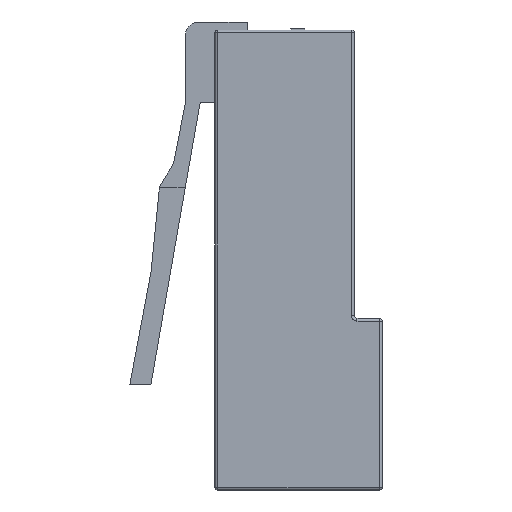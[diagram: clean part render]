
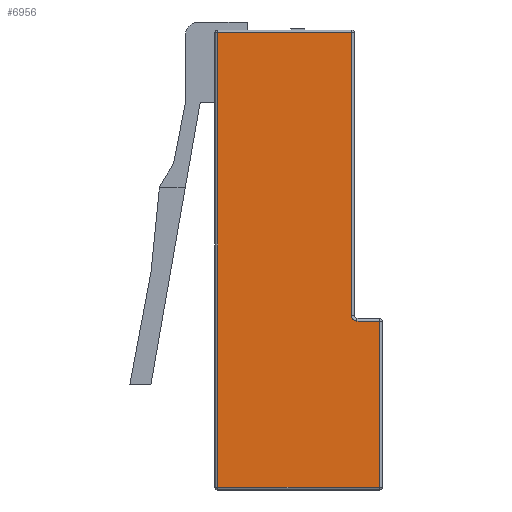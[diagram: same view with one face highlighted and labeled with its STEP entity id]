
A CAD part, left-side view. The second image highlights one B-rep face of the part: STEP entity #6956.
In plain terms, the highlighted planar face has unit normal (-1, 0, 0).
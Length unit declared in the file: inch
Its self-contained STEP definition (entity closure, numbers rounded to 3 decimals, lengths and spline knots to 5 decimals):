
#138 = VERTEX_POINT ( 'NONE', #5629 ) ;
#142 = ORIENTED_EDGE ( 'NONE', *, *, #166, .T. ) ;
#143 = VERTEX_POINT ( 'NONE', #5628 ) ;
#148 = EDGE_CURVE ( 'NONE', #150, #138, #5625, .T. ) ;
#149 = ORIENTED_EDGE ( 'NONE', *, *, #148, .T. ) ;
#150 = VERTEX_POINT ( 'NONE', #5621 ) ;
#151 = VERTEX_POINT ( 'NONE', #5620 ) ;
#152 = ORIENTED_EDGE ( 'NONE', *, *, #158, .T. ) ;
#158 = EDGE_CURVE ( 'NONE', #151, #150, #5384, .T. ) ;
#164 = EDGE_CURVE ( 'NONE', #169, #165, #5676, .T. ) ;
#165 = VERTEX_POINT ( 'NONE', #5672 ) ;
#166 = EDGE_CURVE ( 'NONE', #138, #143, #5671, .T. ) ;
#169 = VERTEX_POINT ( 'NONE', #5667 ) ;
#170 = ORIENTED_EDGE ( 'NONE', *, *, #232, .F. ) ;
#171 = EDGE_LOOP ( 'NONE', ( #226, #173, #222, #152, #149, #142, #170 ) ) ;
#173 = ORIENTED_EDGE ( 'NONE', *, *, #164, .T. ) ;
#177 = EDGE_CURVE ( 'NONE', #223, #169, #5659, .T. ) ;
#222 = ORIENTED_EDGE ( 'NONE', *, *, #256, .T. ) ;
#223 = VERTEX_POINT ( 'NONE', #5742 ) ;
#226 = ORIENTED_EDGE ( 'NONE', *, *, #177, .T. ) ;
#232 = EDGE_CURVE ( 'NONE', #223, #143, #5740, .T. ) ;
#256 = EDGE_CURVE ( 'NONE', #165, #151, #5723, .T. ) ;
#2781 = DIRECTION ( 'NONE',  ( 0., 0., -1. ) ) ;
#2782 = DIRECTION ( 'NONE',  ( 1., 0., 0. ) ) ;
#2783 = CARTESIAN_POINT ( 'NONE',  ( -0.23, 0.13, 0.858 ) ) ;
#2784 = AXIS2_PLACEMENT_3D ( 'NONE', #2783, #2782, #2781 ) ;
#2785 = PLANE ( 'NONE',  #2784 ) ;
#2786 = FACE_OUTER_BOUND ( 'NONE', #171, .T. ) ;
#5381 = DIRECTION ( 'NONE',  ( 0., -1., 0. ) ) ;
#5382 = VECTOR ( 'NONE', #5381, 39.37008 ) ;
#5383 = CARTESIAN_POINT ( 'NONE',  ( -0.23, 0.13, 0.005 ) ) ;
#5384 = LINE ( 'NONE', #5383, #5382 ) ;
#5620 = CARTESIAN_POINT ( 'NONE',  ( -0.23, 0.125, 0.005 ) ) ;
#5621 = CARTESIAN_POINT ( 'NONE',  ( -0.23, -0.177, 0.005 ) ) ;
#5622 = DIRECTION ( 'NONE',  ( 0., 0., 1. ) ) ;
#5623 = VECTOR ( 'NONE', #5622, 39.37008 ) ;
#5624 = CARTESIAN_POINT ( 'NONE',  ( -0.23, -0.177, 0.858 ) ) ;
#5625 = LINE ( 'NONE', #5624, #5623 ) ;
#5628 = CARTESIAN_POINT ( 'NONE',  ( -0.23, -0.135, 0.31508 ) ) ;
#5629 = CARTESIAN_POINT ( 'NONE',  ( -0.23, -0.177, 0.31508 ) ) ;
#5656 = DIRECTION ( 'NONE',  ( 0., 0., 1. ) ) ;
#5657 = VECTOR ( 'NONE', #5656, 39.37008 ) ;
#5658 = CARTESIAN_POINT ( 'NONE',  ( -0.23, -0.125, 0.858 ) ) ;
#5659 = LINE ( 'NONE', #5658, #5657 ) ;
#5667 = CARTESIAN_POINT ( 'NONE',  ( -0.23, -0.125, 0.853 ) ) ;
#5668 = DIRECTION ( 'NONE',  ( 0., 1., 0. ) ) ;
#5669 = VECTOR ( 'NONE', #5668, 39.37008 ) ;
#5670 = CARTESIAN_POINT ( 'NONE',  ( -0.23, 0.13, 0.31508 ) ) ;
#5671 = LINE ( 'NONE', #5670, #5669 ) ;
#5672 = CARTESIAN_POINT ( 'NONE',  ( -0.23, 0.125, 0.853 ) ) ;
#5673 = DIRECTION ( 'NONE',  ( 0., 1., 0. ) ) ;
#5674 = VECTOR ( 'NONE', #5673, 39.37008 ) ;
#5675 = CARTESIAN_POINT ( 'NONE',  ( -0.23, 0.13, 0.853 ) ) ;
#5676 = LINE ( 'NONE', #5675, #5674 ) ;
#5720 = DIRECTION ( 'NONE',  ( 0., 0., -1. ) ) ;
#5721 = VECTOR ( 'NONE', #5720, 39.37008 ) ;
#5722 = CARTESIAN_POINT ( 'NONE',  ( -0.23, 0.125, 0.858 ) ) ;
#5723 = LINE ( 'NONE', #5722, #5721 ) ;
#5736 = DIRECTION ( 'NONE',  ( 0., 0., -1. ) ) ;
#5737 = DIRECTION ( 'NONE',  ( -1., 0., 0. ) ) ;
#5738 = CARTESIAN_POINT ( 'NONE',  ( -0.23, -0.135, 0.32508 ) ) ;
#5739 = AXIS2_PLACEMENT_3D ( 'NONE', #5738, #5737, #5736 ) ;
#5740 = CIRCLE ( 'NONE', #5739, 0.01 ) ;
#5742 = CARTESIAN_POINT ( 'NONE',  ( -0.23, -0.125, 0.32508 ) ) ;
#6956 = ADVANCED_FACE ( 'NONE', ( #2786 ), #2785, .F. ) ;
